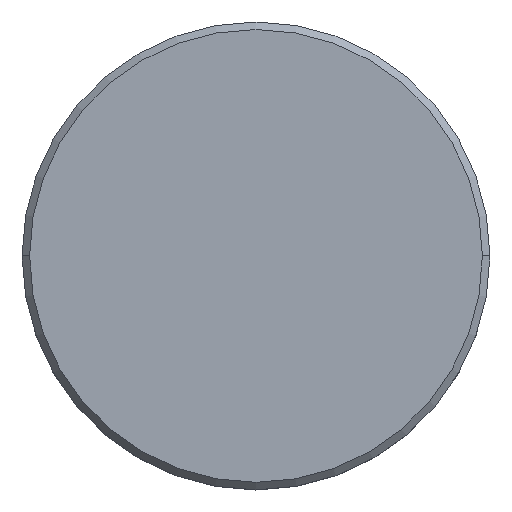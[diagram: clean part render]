
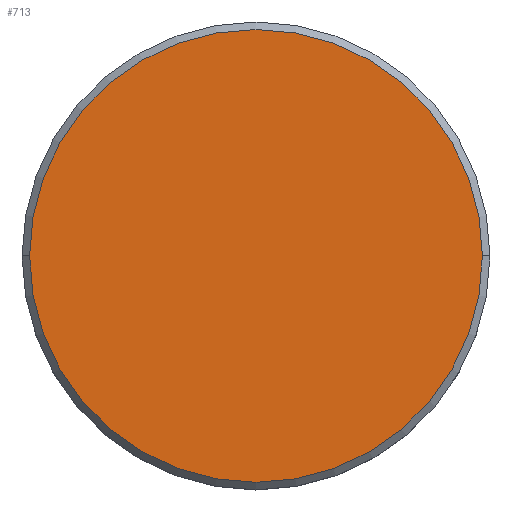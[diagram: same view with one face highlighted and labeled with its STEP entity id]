
A CAD part, top view. The second image highlights one B-rep face of the part: STEP entity #713.
In plain terms, the highlighted planar face has unit normal (0, 0, 1).
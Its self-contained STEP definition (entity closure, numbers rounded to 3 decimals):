
#209 = PLANE ( 'NONE',  #579 ) ;
#262 = DIRECTION ( 'NONE',  ( 0., 0., 1. ) ) ;
#332 = VERTEX_POINT ( 'NONE', #1173 ) ;
#359 = CARTESIAN_POINT ( 'NONE',  ( 0., 0., 0. ) ) ;
#411 = CIRCLE ( 'NONE', #489, 15. ) ;
#422 = EDGE_LOOP ( 'NONE', ( #437, #858 ) ) ;
#437 = ORIENTED_EDGE ( 'NONE', *, *, #456, .T. ) ;
#440 = VERTEX_POINT ( 'NONE', #1161 ) ;
#441 = EDGE_CURVE ( 'NONE', #332, #440, #411, .T. ) ;
#456 = EDGE_CURVE ( 'NONE', #440, #332, #1036, .T. ) ;
#489 = AXIS2_PLACEMENT_3D ( 'NONE', #798, #262, #813 ) ;
#493 = DIRECTION ( 'NONE',  ( 0., 0., 1. ) ) ;
#579 = AXIS2_PLACEMENT_3D ( 'NONE', #767, #493, #1123 ) ;
#713 = ADVANCED_FACE ( 'NONE', ( #1116 ), #209, .T. ) ;
#767 = CARTESIAN_POINT ( 'NONE',  ( 0., 0., 0. ) ) ;
#788 = AXIS2_PLACEMENT_3D ( 'NONE', #359, #984, #993 ) ;
#798 = CARTESIAN_POINT ( 'NONE',  ( 0., 0., 0. ) ) ;
#813 = DIRECTION ( 'NONE',  ( 1., 0., 0. ) ) ;
#858 = ORIENTED_EDGE ( 'NONE', *, *, #441, .T. ) ;
#984 = DIRECTION ( 'NONE',  ( 0., 0., 1. ) ) ;
#993 = DIRECTION ( 'NONE',  ( 1., 0., 0. ) ) ;
#1036 = CIRCLE ( 'NONE', #788, 15. ) ;
#1116 = FACE_OUTER_BOUND ( 'NONE', #422, .T. ) ;
#1123 = DIRECTION ( 'NONE',  ( 1., 0., 0. ) ) ;
#1161 = CARTESIAN_POINT ( 'NONE',  ( -15., 0., 0. ) ) ;
#1173 = CARTESIAN_POINT ( 'NONE',  ( 15., 0., 0. ) ) ;
